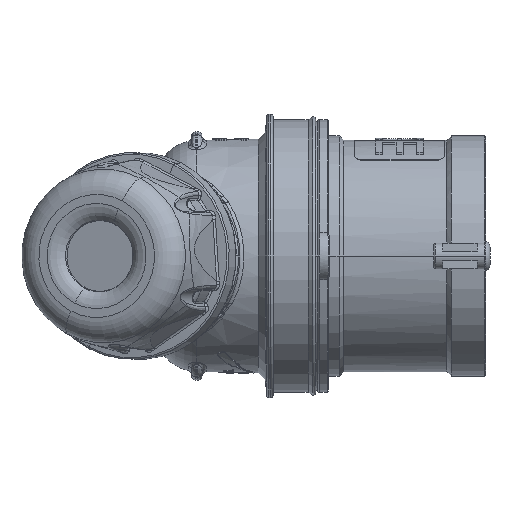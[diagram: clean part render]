
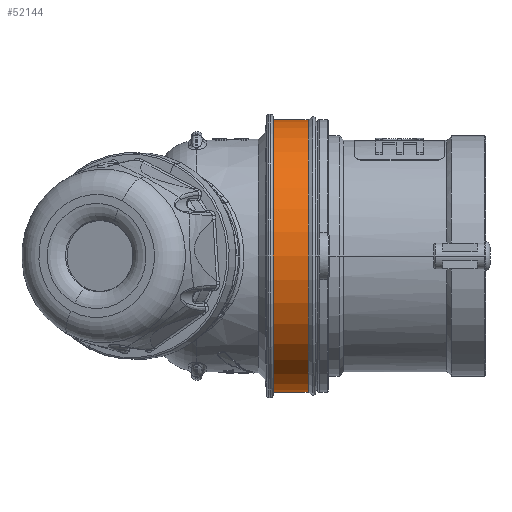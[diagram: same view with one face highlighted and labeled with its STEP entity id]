
A CAD part, front view. The second image highlights one B-rep face of the part: STEP entity #52144.
In plain terms, the highlighted cylindrical face has radius 31.65 mm (diameter 63.3 mm), a partial arc.
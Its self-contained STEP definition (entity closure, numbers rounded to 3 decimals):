
#468 = VERTEX_POINT ( 'NONE', #14276 ) ;
#2815 = CARTESIAN_POINT ( 'NONE',  ( -9.8, 0., -31.65 ) ) ;
#3938 = VECTOR ( 'NONE', #53259, 1000. ) ;
#8627 = DIRECTION ( 'NONE',  ( 0., 0., 1. ) ) ;
#11576 = DIRECTION ( 'NONE',  ( -1., 0., 0. ) ) ;
#14276 = CARTESIAN_POINT ( 'NONE',  ( -1.733, 0., 31.65 ) ) ;
#15230 = EDGE_LOOP ( 'NONE', ( #48502, #61695, #26932, #55124 ) ) ;
#16656 = DIRECTION ( 'NONE',  ( 0., 0., 1. ) ) ;
#22034 = CARTESIAN_POINT ( 'NONE',  ( -1.733, 0., 0. ) ) ;
#26932 = ORIENTED_EDGE ( 'NONE', *, *, #52871, .T. ) ;
#27226 = EDGE_CURVE ( 'Defeature ausgef�hrt1_20+Defeature ausgef�hrt1_19+Defeature ausgef�hrt1_19+Defeature ausgef�hrt1_19', #28193, #468, #42296, .T. ) ;
#27284 = VECTOR ( 'NONE', #11576, 1000. ) ;
#28177 = DIRECTION ( 'NONE',  ( -1., 0., 0. ) ) ;
#28193 = VERTEX_POINT ( 'NONE', #56546 ) ;
#32145 = CARTESIAN_POINT ( 'NONE',  ( -12.496, 0., 31.65 ) ) ;
#32174 = VERTEX_POINT ( 'NONE', #2815 ) ;
#32431 = CIRCLE ( 'NONE', #41108, 31.65 ) ;
#33018 = CARTESIAN_POINT ( 'NONE',  ( -12.496, 0., -31.65 ) ) ;
#34990 = EDGE_CURVE ( 'NONE', #28193, #32174, #37815, .T. ) ;
#37587 = CARTESIAN_POINT ( 'NONE',  ( -9.8, 0., 31.65 ) ) ;
#37815 = LINE ( 'NONE', #33018, #3938 ) ;
#37926 = AXIS2_PLACEMENT_3D ( 'NONE', #22034, #28177, #63789 ) ;
#38592 = LINE ( 'NONE', #32145, #27284 ) ;
#39107 = FACE_OUTER_BOUND ( 'NONE', #15230, .T. ) ;
#40992 = EDGE_CURVE ( 'Defeature ausgef�hrt1_21+Defeature ausgef�hrt1_20+Defeature ausgef�hrt1_20+Defeature ausgef�hrt1_20', #32174, #42471, #32431, .T. ) ;
#41108 = AXIS2_PLACEMENT_3D ( 'NONE', #47852, #58410, #16656 ) ;
#41441 = AXIS2_PLACEMENT_3D ( 'NONE', #66508, #50095, #8627 ) ;
#42296 = CIRCLE ( 'NONE', #37926, 31.65 ) ;
#42471 = VERTEX_POINT ( 'NONE', #37587 ) ;
#47852 = CARTESIAN_POINT ( 'NONE',  ( -9.8, 0., 0. ) ) ;
#48502 = ORIENTED_EDGE ( 'NONE', *, *, #34990, .F. ) ;
#50095 = DIRECTION ( 'NONE',  ( -1., 0., 0. ) ) ;
#52144 = ADVANCED_FACE ( 'Defeature ausgef�hrt1_20', ( #39107 ), #55881, .T. ) ;
#52871 = EDGE_CURVE ( 'NONE', #468, #42471, #38592, .T. ) ;
#53259 = DIRECTION ( 'NONE',  ( -1., 0., 0. ) ) ;
#55124 = ORIENTED_EDGE ( 'NONE', *, *, #40992, .F. ) ;
#55881 = CYLINDRICAL_SURFACE ( 'NONE', #41441, 31.65 ) ;
#56546 = CARTESIAN_POINT ( 'NONE',  ( -1.733, 0., -31.65 ) ) ;
#58410 = DIRECTION ( 'NONE',  ( -1., 0., 0. ) ) ;
#61695 = ORIENTED_EDGE ( 'NONE', *, *, #27226, .T. ) ;
#63789 = DIRECTION ( 'NONE',  ( 0., 0., 1. ) ) ;
#66508 = CARTESIAN_POINT ( 'NONE',  ( -12.496, 0., 0. ) ) ;
